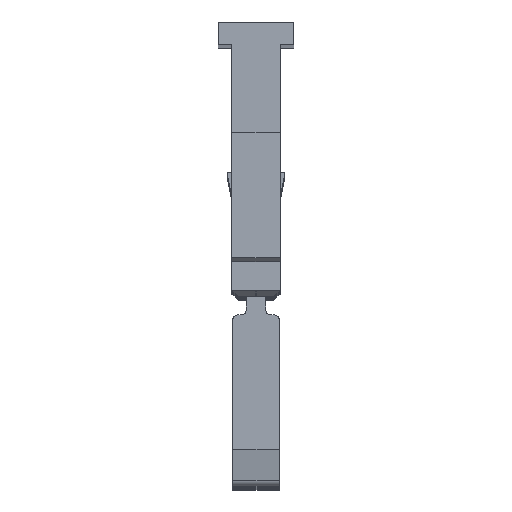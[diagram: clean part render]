
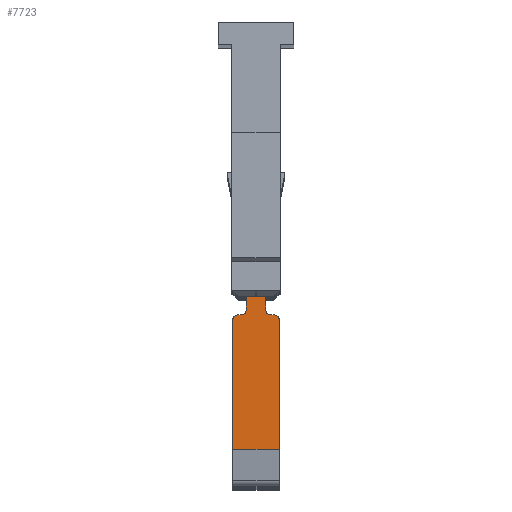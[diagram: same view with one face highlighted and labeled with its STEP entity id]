
A CAD part, top view. The second image highlights one B-rep face of the part: STEP entity #7723.
In plain terms, the highlighted planar face has unit normal (0, 0, 1).
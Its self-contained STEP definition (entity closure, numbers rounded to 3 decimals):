
#361 = VECTOR ( 'NONE', #18879, 1000. ) ;
#368 = AXIS2_PLACEMENT_3D ( 'NONE', #18917, #18918, #18912 ) ;
#369 = AXIS2_PLACEMENT_3D ( 'NONE', #18950, #18936, #18948 ) ;
#411 = VECTOR ( 'NONE', #18909, 1000. ) ;
#416 = VECTOR ( 'NONE', #18896, 1000. ) ;
#417 = VECTOR ( 'NONE', #18898, 1000. ) ;
#419 = CIRCLE ( 'NONE', #369, 0.25 ) ;
#424 = CIRCLE ( 'NONE', #368, 0.25 ) ;
#464 = AXIS2_PLACEMENT_3D ( 'NONE', #18999, #19000, #19001 ) ;
#465 = VECTOR ( 'NONE', #19003, 1000. ) ;
#470 = VECTOR ( 'NONE', #19053, 1000. ) ;
#478 = CIRCLE ( 'NONE', #464, 0.25 ) ;
#488 = VECTOR ( 'NONE', #19224, 1000. ) ;
#1234 = AXIS2_PLACEMENT_3D ( 'NONE', #4959, #4914, #4961 ) ;
#1240 = CIRCLE ( 'NONE', #1234, 0.25 ) ;
#1259 = VECTOR ( 'NONE', #4889, 1000. ) ;
#2328 = CARTESIAN_POINT ( 'NONE',  ( 1458.02, 1004.295, -78.2 ) ) ;
#2329 = DIRECTION ( 'NONE',  ( 0., 0., 1. ) ) ;
#2339 = PLANE ( 'NONE',  #25559 ) ;
#2340 = DIRECTION ( 'NONE',  ( 1., 0., 0. ) ) ;
#2366 = FACE_OUTER_BOUND ( 'NONE', #13074, .T. ) ;
#4013 = EDGE_CURVE ( 'NONE', #10368, #10366, #4864, .T. ) ;
#4041 = EDGE_CURVE ( 'NONE', #10358, #10354, #1240, .T. ) ;
#4059 = EDGE_CURVE ( 'NONE', #10319, #10369, #18892, .T. ) ;
#4061 = EDGE_CURVE ( 'NONE', #10361, #10358, #18869, .T. ) ;
#4063 = EDGE_CURVE ( 'NONE', #10354, #10359, #18866, .T. ) ;
#4071 = EDGE_CURVE ( 'NONE', #10368, #10369, #18903, .T. ) ;
#4073 = EDGE_CURVE ( 'NONE', #10319, #10322, #424, .T. ) ;
#4078 = EDGE_CURVE ( 'NONE', #10362, #10317, #419, .T. ) ;
#4106 = EDGE_CURVE ( 'NONE', #10359, #10366, #478, .T. ) ;
#4107 = EDGE_CURVE ( 'NONE', #10315, #10361, #18998, .T. ) ;
#4115 = EDGE_CURVE ( 'NONE', #10322, #10362, #19079, .T. ) ;
#4168 = EDGE_CURVE ( 'NONE', #10317, #10315, #19203, .T. ) ;
#4864 = LINE ( 'NONE', #4900, #1259 ) ;
#4889 = DIRECTION ( 'NONE',  ( 0., 1., 0. ) ) ;
#4900 = CARTESIAN_POINT ( 'NONE',  ( 1456.818, 988.678, -78.2 ) ) ;
#4914 = DIRECTION ( 'NONE',  ( 0., 0., -1. ) ) ;
#4959 = CARTESIAN_POINT ( 'NONE',  ( 1457.266, 994.796, -78.2 ) ) ;
#4961 = DIRECTION ( 'NONE',  ( 1., 0., 0. ) ) ;
#7723 = ADVANCED_FACE ( 'NONE', ( #2366 ), #2339, .T. ) ;
#10315 = VERTEX_POINT ( 'NONE', #26017 ) ;
#10317 = VERTEX_POINT ( 'NONE', #26020 ) ;
#10319 = VERTEX_POINT ( 'NONE', #25984 ) ;
#10322 = VERTEX_POINT ( 'NONE', #25994 ) ;
#10354 = VERTEX_POINT ( 'NONE', #26051 ) ;
#10358 = VERTEX_POINT ( 'NONE', #26055 ) ;
#10359 = VERTEX_POINT ( 'NONE', #26081 ) ;
#10361 = VERTEX_POINT ( 'NONE', #26079 ) ;
#10362 = VERTEX_POINT ( 'NONE', #26078 ) ;
#10366 = VERTEX_POINT ( 'NONE', #26059 ) ;
#10368 = VERTEX_POINT ( 'NONE', #26048 ) ;
#10369 = VERTEX_POINT ( 'NONE', #26082 ) ;
#13074 = EDGE_LOOP ( 'NONE', ( #13331, #13396, #13352, #13371, #13318, #13340, #13319, #13341, #13326, #13346, #13367, #13353 ) ) ;
#13318 = ORIENTED_EDGE ( 'NONE', *, *, #4078, .T. ) ;
#13319 = ORIENTED_EDGE ( 'NONE', *, *, #4107, .T. ) ;
#13326 = ORIENTED_EDGE ( 'NONE', *, *, #4041, .T. ) ;
#13331 = ORIENTED_EDGE ( 'NONE', *, *, #4071, .T. ) ;
#13340 = ORIENTED_EDGE ( 'NONE', *, *, #4168, .T. ) ;
#13341 = ORIENTED_EDGE ( 'NONE', *, *, #4061, .T. ) ;
#13346 = ORIENTED_EDGE ( 'NONE', *, *, #4063, .T. ) ;
#13352 = ORIENTED_EDGE ( 'NONE', *, *, #4073, .T. ) ;
#13353 = ORIENTED_EDGE ( 'NONE', *, *, #4013, .F. ) ;
#13367 = ORIENTED_EDGE ( 'NONE', *, *, #4106, .T. ) ;
#13371 = ORIENTED_EDGE ( 'NONE', *, *, #4115, .T. ) ;
#13396 = ORIENTED_EDGE ( 'NONE', *, *, #4059, .F. ) ;
#18859 = CARTESIAN_POINT ( 'NONE',  ( 1459.218, 988.678, -78.2 ) ) ;
#18866 = LINE ( 'NONE', #18867, #361 ) ;
#18867 = CARTESIAN_POINT ( 'NONE',  ( 1458.02, 994.546, -78.2 ) ) ;
#18869 = LINE ( 'NONE', #18897, #417 ) ;
#18879 = DIRECTION ( 'NONE',  ( -1., 0., 0. ) ) ;
#18892 = LINE ( 'NONE', #18859, #416 ) ;
#18896 = DIRECTION ( 'NONE',  ( 0., -1., 0. ) ) ;
#18897 = CARTESIAN_POINT ( 'NONE',  ( 1457.516, 1004.605, -78.2 ) ) ;
#18898 = DIRECTION ( 'NONE',  ( 0., -1., 0. ) ) ;
#18903 = LINE ( 'NONE', #18920, #411 ) ;
#18909 = DIRECTION ( 'NONE',  ( 1., 0., 0. ) ) ;
#18912 = DIRECTION ( 'NONE',  ( 1., 0., 0. ) ) ;
#18917 = CARTESIAN_POINT ( 'NONE',  ( 1458.968, 994.296, -78.2 ) ) ;
#18918 = DIRECTION ( 'NONE',  ( 0., 0., 1. ) ) ;
#18920 = CARTESIAN_POINT ( 'NONE',  ( 1458.02, 987.595, -78.2 ) ) ;
#18936 = DIRECTION ( 'NONE',  ( 0., 0., -1. ) ) ;
#18948 = DIRECTION ( 'NONE',  ( -1., 0., 0. ) ) ;
#18950 = CARTESIAN_POINT ( 'NONE',  ( 1458.77, 994.796, -78.2 ) ) ;
#18998 = LINE ( 'NONE', #19002, #465 ) ;
#18999 = CARTESIAN_POINT ( 'NONE',  ( 1457.068, 994.296, -78.2 ) ) ;
#19000 = DIRECTION ( 'NONE',  ( 0., 0., 1. ) ) ;
#19001 = DIRECTION ( 'NONE',  ( 1., 0., 0. ) ) ;
#19002 = CARTESIAN_POINT ( 'NONE',  ( 1458.02, 995.493, -78.2 ) ) ;
#19003 = DIRECTION ( 'NONE',  ( -1., 0., 0. ) ) ;
#19053 = DIRECTION ( 'NONE',  ( -1., 0., 0. ) ) ;
#19067 = CARTESIAN_POINT ( 'NONE',  ( 1458.02, 994.546, -78.2 ) ) ;
#19079 = LINE ( 'NONE', #19067, #470 ) ;
#19203 = LINE ( 'NONE', #19223, #488 ) ;
#19223 = CARTESIAN_POINT ( 'NONE',  ( 1458.52, 1004.605, -78.2 ) ) ;
#19224 = DIRECTION ( 'NONE',  ( 0., 1., 0. ) ) ;
#25559 = AXIS2_PLACEMENT_3D ( 'NONE', #2328, #2329, #2340 ) ;
#25984 = CARTESIAN_POINT ( 'NONE',  ( 1459.218, 994.296, -78.2 ) ) ;
#25994 = CARTESIAN_POINT ( 'NONE',  ( 1458.968, 994.546, -78.2 ) ) ;
#26017 = CARTESIAN_POINT ( 'NONE',  ( 1458.52, 995.493, -78.2 ) ) ;
#26020 = CARTESIAN_POINT ( 'NONE',  ( 1458.52, 994.796, -78.2 ) ) ;
#26048 = CARTESIAN_POINT ( 'NONE',  ( 1456.818, 987.595, -78.2 ) ) ;
#26051 = CARTESIAN_POINT ( 'NONE',  ( 1457.266, 994.546, -78.2 ) ) ;
#26055 = CARTESIAN_POINT ( 'NONE',  ( 1457.516, 994.796, -78.2 ) ) ;
#26059 = CARTESIAN_POINT ( 'NONE',  ( 1456.818, 994.296, -78.2 ) ) ;
#26078 = CARTESIAN_POINT ( 'NONE',  ( 1458.77, 994.546, -78.2 ) ) ;
#26079 = CARTESIAN_POINT ( 'NONE',  ( 1457.516, 995.493, -78.2 ) ) ;
#26081 = CARTESIAN_POINT ( 'NONE',  ( 1457.068, 994.546, -78.2 ) ) ;
#26082 = CARTESIAN_POINT ( 'NONE',  ( 1459.218, 987.595, -78.2 ) ) ;
